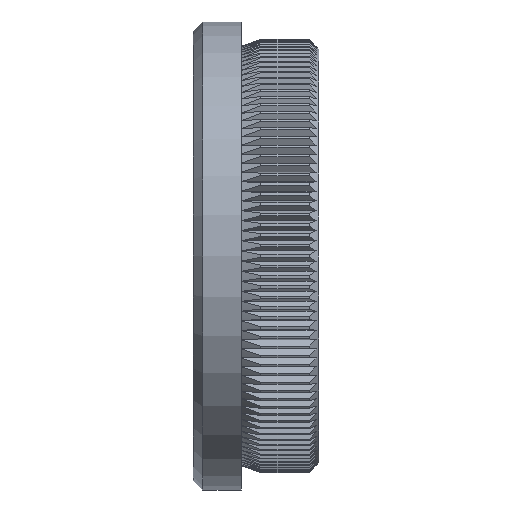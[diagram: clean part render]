
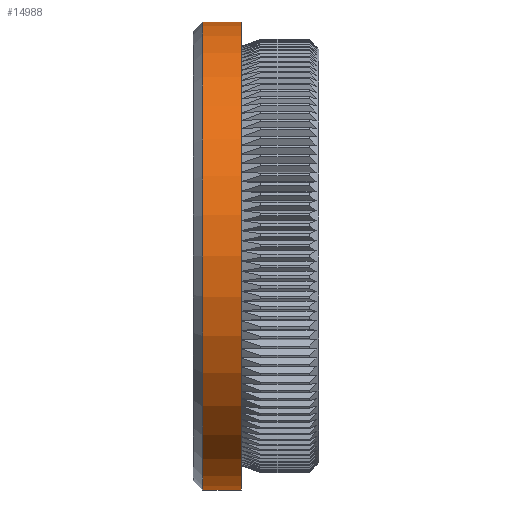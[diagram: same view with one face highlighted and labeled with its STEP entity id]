
A CAD part, left-side view. The second image highlights one B-rep face of the part: STEP entity #14988.
In plain terms, the highlighted cylindrical face has radius 24.15 mm (diameter 48.3 mm), a partial arc.
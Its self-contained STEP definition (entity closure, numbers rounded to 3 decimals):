
#1461 = DIRECTION ( 'NONE',  ( 0., 0., 1. ) ) ;
#1541 = CARTESIAN_POINT ( 'NONE',  ( 0., 0., 0. ) ) ;
#2358 = EDGE_CURVE ( 'NONE', #24532, #7414, #15400, .T. ) ;
#2844 = VERTEX_POINT ( 'NONE', #13469 ) ;
#3373 = VECTOR ( 'NONE', #14008, 1000. ) ;
#3437 = CARTESIAN_POINT ( 'NONE',  ( 0., 0., 24.15 ) ) ;
#4107 = DIRECTION ( 'NONE',  ( 0., -1., 0. ) ) ;
#4118 = LINE ( 'NONE', #30543, #3373 ) ;
#4609 = EDGE_CURVE ( 'NONE', #2844, #4966, #4118, .T. ) ;
#4966 = VERTEX_POINT ( 'NONE', #9326 ) ;
#5286 = AXIS2_PLACEMENT_3D ( 'NONE', #1541, #4107, #23028 ) ;
#6990 = CIRCLE ( 'NONE', #18973, 24.15 ) ;
#7140 = EDGE_CURVE ( 'NONE', #24532, #2844, #28829, .T. ) ;
#7414 = VERTEX_POINT ( 'NONE', #20108 ) ;
#9326 = CARTESIAN_POINT ( 'NONE',  ( 0., 8., -24.15 ) ) ;
#9398 = DIRECTION ( 'NONE',  ( 0., -1., 0. ) ) ;
#9638 = FACE_OUTER_BOUND ( 'NONE', #14642, .T. ) ;
#11355 = VECTOR ( 'NONE', #22578, 1000. ) ;
#11889 = DIRECTION ( 'NONE',  ( 0., 0., -1. ) ) ;
#11925 = AXIS2_PLACEMENT_3D ( 'NONE', #17609, #27613, #1461 ) ;
#13013 = ORIENTED_EDGE ( 'NONE', *, *, #7140, .T. ) ;
#13469 = CARTESIAN_POINT ( 'NONE',  ( 0., 12., -24.15 ) ) ;
#14008 = DIRECTION ( 'NONE',  ( 0., -1., 0. ) ) ;
#14642 = EDGE_LOOP ( 'NONE', ( #21569, #13013, #30568, #18259 ) ) ;
#14988 = ADVANCED_FACE ( 'NONE', ( #9638 ), #18151, .T. ) ;
#15400 = LINE ( 'NONE', #3437, #11355 ) ;
#15826 = EDGE_CURVE ( 'NONE', #7414, #4966, #6990, .T. ) ;
#16145 = CARTESIAN_POINT ( 'NONE',  ( 0., 12., 24.15 ) ) ;
#17609 = CARTESIAN_POINT ( 'NONE',  ( 0., 12., 0. ) ) ;
#18151 = CYLINDRICAL_SURFACE ( 'NONE', #5286, 24.15 ) ;
#18259 = ORIENTED_EDGE ( 'NONE', *, *, #15826, .F. ) ;
#18693 = CARTESIAN_POINT ( 'NONE',  ( 0., 8., 0. ) ) ;
#18973 = AXIS2_PLACEMENT_3D ( 'NONE', #18693, #9398, #11889 ) ;
#20108 = CARTESIAN_POINT ( 'NONE',  ( 0., 8., 24.15 ) ) ;
#21569 = ORIENTED_EDGE ( 'NONE', *, *, #2358, .F. ) ;
#22578 = DIRECTION ( 'NONE',  ( 0., -1., 0. ) ) ;
#23028 = DIRECTION ( 'NONE',  ( 0., 0., -1. ) ) ;
#24532 = VERTEX_POINT ( 'NONE', #16145 ) ;
#27613 = DIRECTION ( 'NONE',  ( 0., -1., 0. ) ) ;
#28829 = CIRCLE ( 'NONE', #11925, 24.15 ) ;
#30543 = CARTESIAN_POINT ( 'NONE',  ( 0., 0., -24.15 ) ) ;
#30568 = ORIENTED_EDGE ( 'NONE', *, *, #4609, .T. ) ;
